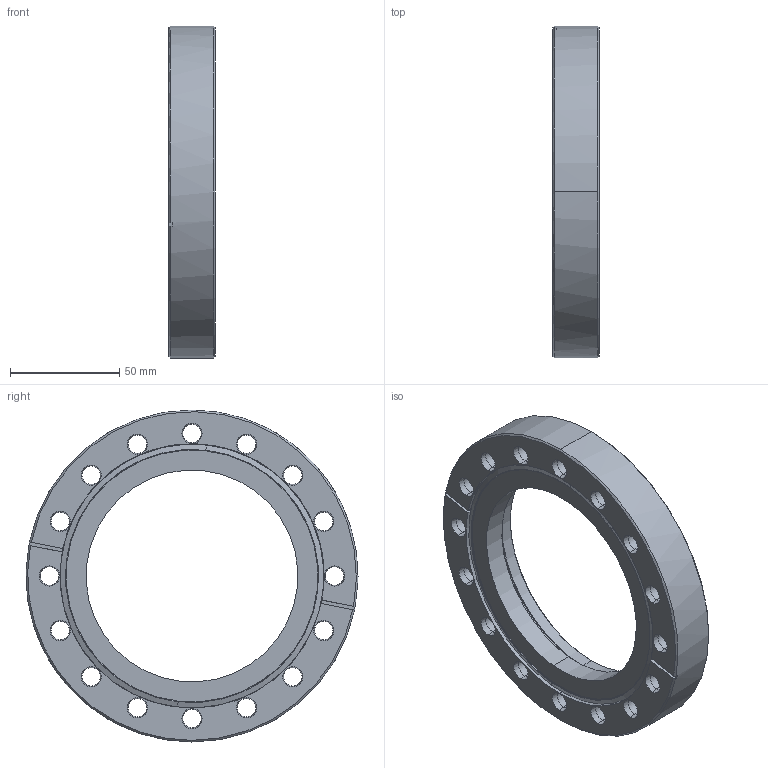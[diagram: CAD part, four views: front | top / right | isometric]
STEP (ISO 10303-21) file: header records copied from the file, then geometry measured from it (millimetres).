
FILE_DESCRIPTION (( 'STEP AP214' ), '1' );
FILE_NAME ('100026.STEP', '2024-02-10T14:03:46', ( '' ), ( '' ), 'SwSTEP 2.0', 'SolidWorks 2022', '' );
FILE_SCHEMA (( 'AUTOMOTIVE_DESIGN' ));
Length unit declared in the file: inch
Products named in the file (3): 910026; 100026; 915006
Assembly tree (2 placements, depth 2):
  100026
    915006
    910026
Bounding box: 21.34 x 151.64 x 151.64 mm (x, y, z)
Volume: 191083.9 mm3; surface area: 59937.9 mm2
Topology: 2 solids, 2 shells, 147 faces, 339 edges, 197 vertices
Faces by surface type: cone 79, cylinder 46, plane 13, torus 9
Entity records: 4377 total; most frequent: DIRECTION 831, CARTESIAN_POINT 730, ORIENTED_EDGE 678, AXIS2_PLACEMENT_3D 346, EDGE_CURVE 339, VERTEX_POINT 197, CIRCLE 194, EDGE_LOOP 184
